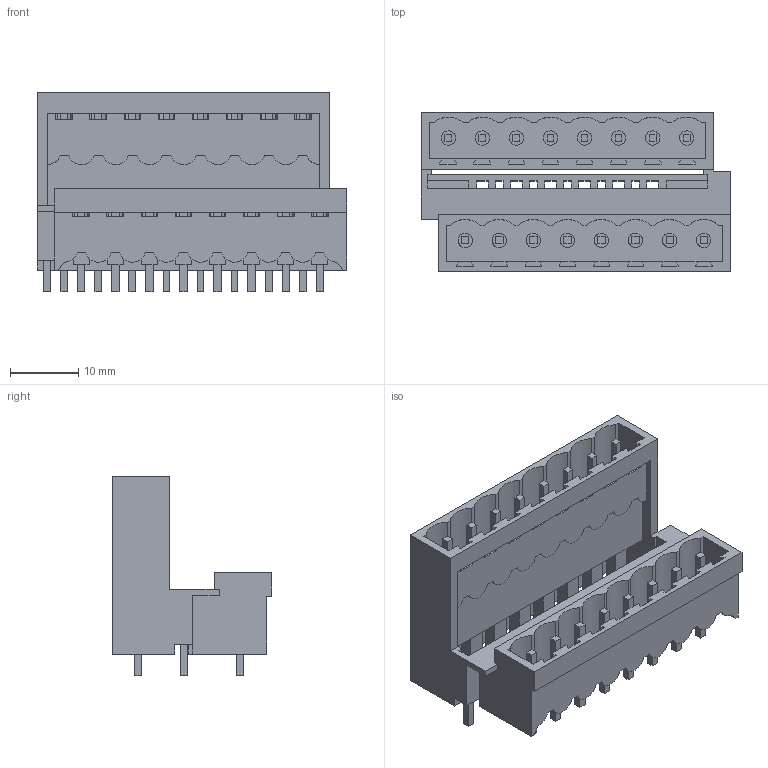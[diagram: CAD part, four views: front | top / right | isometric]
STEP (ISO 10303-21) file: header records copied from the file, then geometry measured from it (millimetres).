
FILE_DESCRIPTION(('CATIA V5 STEP Exchange','CAx-IF Rec.Pracs.--- Model Styling and Organization---1.2---2011-12-15'),'2;1');
FILE_NAME ('D1458952_0_1911360000_1911360000.stp','2018-03-29T10:28:17+00:00',('none'),('Weidmueller'),'CATIA Version 5-6 Release 2014','CATIA V5 STEP AP214','none');
FILE_SCHEMA(('AUTOMOTIVE_DESIGN { 1 0 10303 214 1 1 1 1 }'));
Length unit declared in the file: millimetre
Products named in the file (1): 1911360000
Bounding box: 45.5 x 23.43 x 29.36 mm (x, y, z)
Volume: 7233.4 mm3; surface area: 12166.3 mm2
Topology: 19 solids, 19 shells, 643 faces, 2123 edges, 1485 vertices
Faces by surface type: plane 577, cylinder 64, extrusion 2
Entity records: 23044 total; most frequent: ORIENTED_EDGE 4246, CARTESIAN_POINT 4231, DIRECTION 3076, EDGE_CURVE 2123, VECTOR 1831, LINE 1829, VERTEX_POINT 1485, AXIS2_PLACEMENT_3D 760
